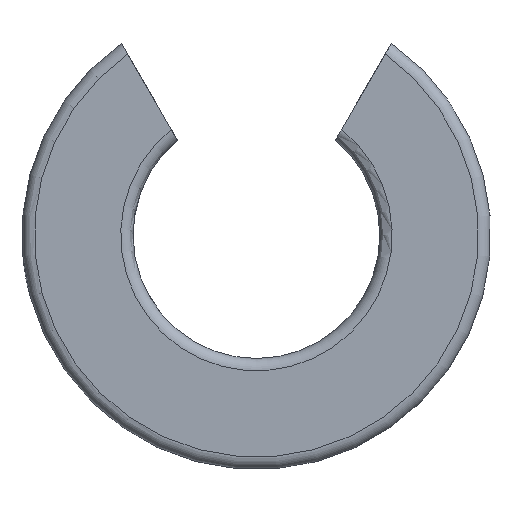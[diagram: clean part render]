
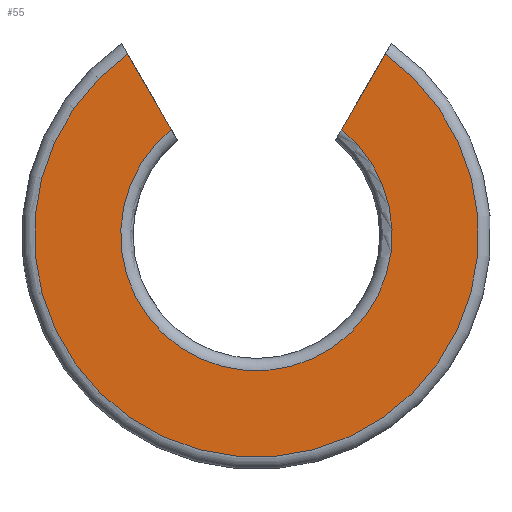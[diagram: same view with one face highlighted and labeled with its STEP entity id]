
A CAD part, left-side view. The second image highlights one B-rep face of the part: STEP entity #55.
In plain terms, the highlighted planar face has unit normal (-1, 0, 0).
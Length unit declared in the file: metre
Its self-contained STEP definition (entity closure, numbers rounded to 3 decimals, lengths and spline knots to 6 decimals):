
#55 = ADVANCED_FACE( '', ( #128 ), #129, .T. );
#128 = FACE_OUTER_BOUND( '', #219, .T. );
#129 = PLANE( '', #220 );
#219 = EDGE_LOOP( '', ( #314, #315, #316, #317 ) );
#220 = AXIS2_PLACEMENT_3D( '', #318, #319, #320 );
#314 = ORIENTED_EDGE( '', *, *, #564, .T. );
#315 = ORIENTED_EDGE( '', *, *, #565, .T. );
#316 = ORIENTED_EDGE( '', *, *, #566, .T. );
#317 = ORIENTED_EDGE( '', *, *, #567, .T. );
#318 = CARTESIAN_POINT( '', ( -0.0145, 0., 0. ) );
#319 = DIRECTION( '', ( -1., 0., 0. ) );
#320 = DIRECTION( '', ( 0., -1., 0. ) );
#564 = EDGE_CURVE( '', #673, #674, #675, .F. );
#565 = EDGE_CURVE( '', #674, #676, #677, .T. );
#566 = EDGE_CURVE( '', #676, #678, #679, .T. );
#567 = EDGE_CURVE( '', #678, #673, #680, .T. );
#673 = VERTEX_POINT( '', #828 );
#674 = VERTEX_POINT( '', #829 );
#675 = CIRCLE( '', #830, 0.0055 );
#676 = VERTEX_POINT( '', #831 );
#677 = LINE( '', #832, #833 );
#678 = VERTEX_POINT( '', #834 );
#679 = CIRCLE( '', #835, 0.009 );
#680 = LINE( '', #836, #837 );
#828 = CARTESIAN_POINT( '', ( -0.0145, -0.003453, 0.004281 ) );
#829 = CARTESIAN_POINT( '', ( -0.0145, 0.003453, 0.004281 ) );
#830 = AXIS2_PLACEMENT_3D( '', #1150, #1151, #1152 );
#831 = CARTESIAN_POINT( '', ( -0.0145, 0.005216, 0.007334 ) );
#832 = CARTESIAN_POINT( '', ( -0.0145, 0.000736, -0.000425 ) );
#833 = VECTOR( '', #1153, 1. );
#834 = CARTESIAN_POINT( '', ( -0.0145, -0.005216, 0.007334 ) );
#835 = AXIS2_PLACEMENT_3D( '', #1154, #1155, #1156 );
#836 = CARTESIAN_POINT( '', ( -0.0145, -0.000736, -0.000425 ) );
#837 = VECTOR( '', #1157, 1. );
#1150 = CARTESIAN_POINT( '', ( -0.0145, 0., 0. ) );
#1151 = DIRECTION( '', ( -1., 0., 0. ) );
#1152 = DIRECTION( '', ( 0., -1., 0. ) );
#1153 = DIRECTION( '', ( 0., 0.5, 0.866 ) );
#1154 = CARTESIAN_POINT( '', ( -0.0145, 0., 0. ) );
#1155 = DIRECTION( '', ( -1., 0., 0. ) );
#1156 = DIRECTION( '', ( 0., -1., 0. ) );
#1157 = DIRECTION( '', ( 0., 0.5, -0.866 ) );
